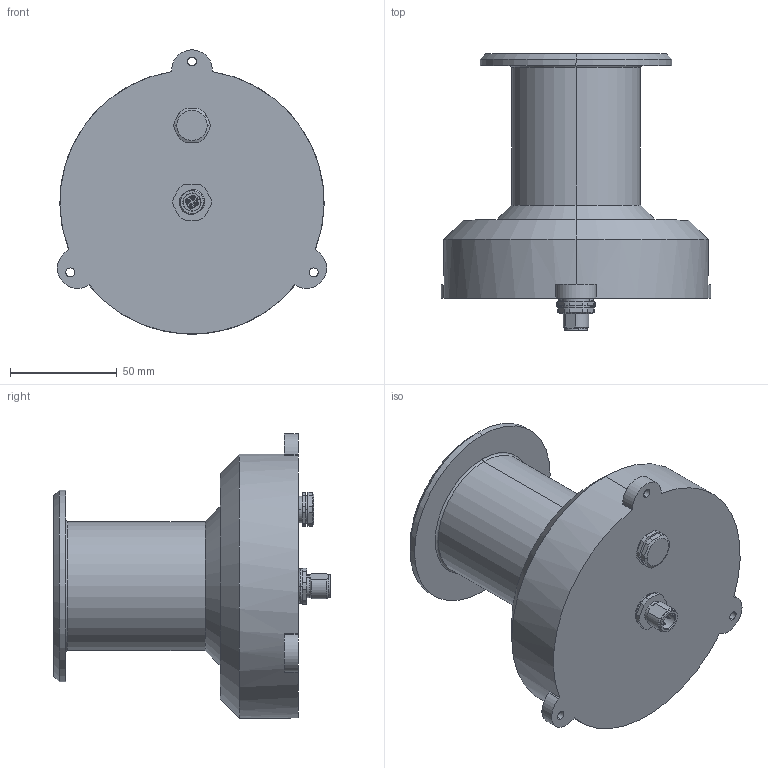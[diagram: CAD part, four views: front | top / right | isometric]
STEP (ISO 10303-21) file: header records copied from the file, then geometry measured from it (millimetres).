
FILE_DESCRIPTION((''),'2;1');
FILE_NAME('','2021-01-04T',(''),(''),'PRO/ENGINEER BY PARAMETRIC TECHNOLOGY CORPORATION, 2003250','PRO/ENGINEER BY PARAMETRIC TECHNOLOGY CORPORATION, 2003250','');
FILE_SCHEMA(('CONFIG_CONTROL_DESIGN'));
Length unit declared in the file: millimetre
Bounding box: 126.39 x 129.7 x 133.5 mm (x, y, z)
Volume: 407551 mm3; surface area: 92926.1 mm2
Topology: 1 solids, 3 shells, 481 faces, 1248 edges, 820 vertices
Faces by surface type: plane 211, extrusion 115, cylinder 93, cone 30, torus 16, bspline 16
Entity records: 19105 total; most frequent: CARTESIAN_POINT 7551, ORIENTED_EDGE 2496, DIRECTION 2116, EDGE_CURVE 1248, VERTEX_POINT 820, VECTOR 778, AXIS2_PLACEMENT_3D 669, LINE 663
